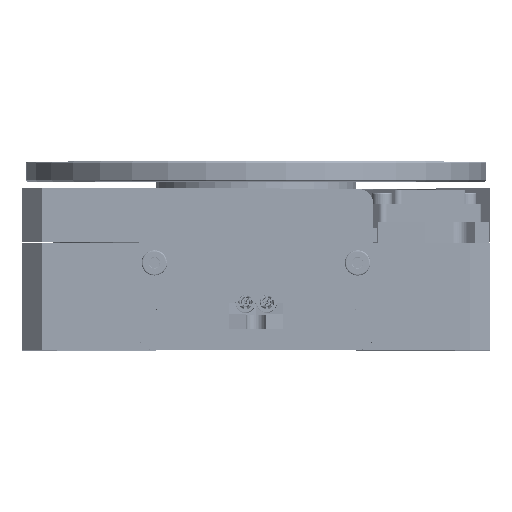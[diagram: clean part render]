
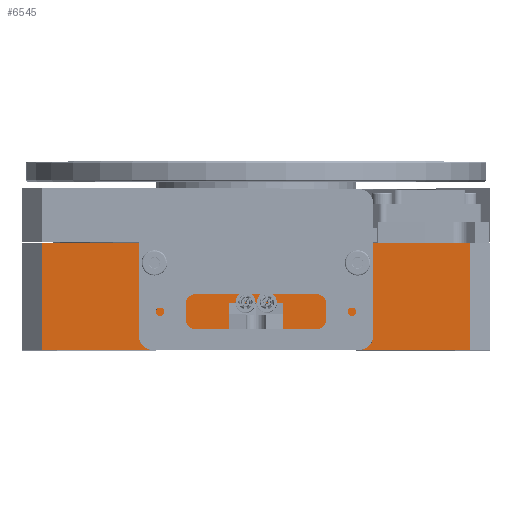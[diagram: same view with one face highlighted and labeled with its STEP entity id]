
A CAD part, top view. The second image highlights one B-rep face of the part: STEP entity #6545.
In plain terms, the highlighted planar face has unit normal (0, 0, 1).
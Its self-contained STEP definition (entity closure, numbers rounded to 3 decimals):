
#253 = VECTOR ( 'NONE', #22001, 1000. ) ;
#373 = VERTEX_POINT ( 'NONE', #35662 ) ;
#498 = FACE_BOUND ( 'NONE', #4513, .T. ) ;
#568 = ORIENTED_EDGE ( 'NONE', *, *, #38170, .T. ) ;
#842 = LINE ( 'NONE', #13035, #38609 ) ;
#893 = DIRECTION ( 'NONE',  ( -1., 0., 0. ) ) ;
#990 = CARTESIAN_POINT ( 'NONE',  ( -35., 16., 35. ) ) ;
#1241 = VERTEX_POINT ( 'NONE', #3868 ) ;
#1285 = ORIENTED_EDGE ( 'NONE', *, *, #5897, .F. ) ;
#2287 = LINE ( 'NONE', #39403, #33979 ) ;
#2301 = EDGE_CURVE ( 'NONE', #13069, #27686, #23953, .T. ) ;
#2483 = VERTEX_POINT ( 'NONE', #9174 ) ;
#2671 = CARTESIAN_POINT ( 'NONE',  ( 15.2, 13., 35. ) ) ;
#2811 = VECTOR ( 'NONE', #893, 1000. ) ;
#3175 = EDGE_CURVE ( 'NONE', #50560, #373, #29475, .T. ) ;
#3193 = CARTESIAN_POINT ( 'NONE',  ( 32., 16., 35. ) ) ;
#3641 = ORIENTED_EDGE ( 'NONE', *, *, #4789, .T. ) ;
#3756 = CARTESIAN_POINT ( 'NONE',  ( 32., 16., 35. ) ) ;
#3868 = CARTESIAN_POINT ( 'NONE',  ( -15., 0., 35. ) ) ;
#4513 = EDGE_LOOP ( 'NONE', ( #23520, #28694 ) ) ;
#4789 = EDGE_CURVE ( 'NONE', #13065, #50561, #31433, .T. ) ;
#5017 = ORIENTED_EDGE ( 'NONE', *, *, #7935, .T. ) ;
#5897 = EDGE_CURVE ( 'NONE', #373, #50560, #25401, .T. ) ;
#6303 = CARTESIAN_POINT ( 'NONE',  ( -35., 0., 35. ) ) ;
#6545 = ADVANCED_FACE ( 'NONE', ( #44148, #20163, #498 ), #25060, .F. ) ;
#7166 = VECTOR ( 'NONE', #35046, 1000. ) ;
#7565 = DIRECTION ( 'NONE',  ( 0., 0., 1. ) ) ;
#7935 = EDGE_CURVE ( 'NONE', #34002, #44763, #46093, .T. ) ;
#9174 = CARTESIAN_POINT ( 'NONE',  ( 14.4, 13., 35. ) ) ;
#9807 = DIRECTION ( 'NONE',  ( 0., 0., 1. ) ) ;
#9852 = CARTESIAN_POINT ( 'NONE',  ( -32., 16., 35. ) ) ;
#10047 = CARTESIAN_POINT ( 'NONE',  ( 15.2, 13., 35. ) ) ;
#10099 = LINE ( 'NONE', #9852, #253 ) ;
#10407 = VERTEX_POINT ( 'NONE', #30319 ) ;
#10964 = VERTEX_POINT ( 'NONE', #26356 ) ;
#11133 = EDGE_CURVE ( 'NONE', #31897, #2483, #32953, .T. ) ;
#11575 = AXIS2_PLACEMENT_3D ( 'NONE', #10047, #9807, #29689 ) ;
#12191 = CARTESIAN_POINT ( 'NONE',  ( -4., 7., 35. ) ) ;
#12677 = CARTESIAN_POINT ( 'NONE',  ( -4., 3., 35. ) ) ;
#13035 = CARTESIAN_POINT ( 'NONE',  ( 15., 3., 35. ) ) ;
#13065 = VERTEX_POINT ( 'NONE', #12677 ) ;
#13069 = VERTEX_POINT ( 'NONE', #43403 ) ;
#13470 = LINE ( 'NONE', #21457, #16454 ) ;
#13602 = VERTEX_POINT ( 'NONE', #26366 ) ;
#14731 = VECTOR ( 'NONE', #39473, 1000. ) ;
#14883 = CARTESIAN_POINT ( 'NONE',  ( 15., 0., 35. ) ) ;
#15213 = EDGE_CURVE ( 'NONE', #37946, #43034, #48694, .T. ) ;
#15454 = EDGE_CURVE ( 'NONE', #13602, #34002, #34214, .T. ) ;
#15834 = VECTOR ( 'NONE', #51029, 1000. ) ;
#16454 = VECTOR ( 'NONE', #24827, 1000. ) ;
#17032 = CIRCLE ( 'NONE', #33528, 0.8 ) ;
#17136 = AXIS2_PLACEMENT_3D ( 'NONE', #42962, #7565, #47086 ) ;
#17173 = AXIS2_PLACEMENT_3D ( 'NONE', #990, #31764, #24792 ) ;
#17711 = VECTOR ( 'NONE', #32407, 1000. ) ;
#19741 = ORIENTED_EDGE ( 'NONE', *, *, #50189, .F. ) ;
#20163 = FACE_BOUND ( 'NONE', #47740, .T. ) ;
#20559 = ORIENTED_EDGE ( 'NONE', *, *, #3175, .F. ) ;
#20792 = DIRECTION ( 'NONE',  ( 0., -1., 0. ) ) ;
#20998 = CARTESIAN_POINT ( 'NONE',  ( 4., 7., 35. ) ) ;
#21060 = CARTESIAN_POINT ( 'NONE',  ( 15., 3., 35. ) ) ;
#21457 = CARTESIAN_POINT ( 'NONE',  ( -35., 0., 35. ) ) ;
#21468 = EDGE_CURVE ( 'NONE', #10964, #1241, #13470, .T. ) ;
#22001 = DIRECTION ( 'NONE',  ( 0., -1., 0. ) ) ;
#22036 = CARTESIAN_POINT ( 'NONE',  ( 32., 0., 35. ) ) ;
#22942 = ORIENTED_EDGE ( 'NONE', *, *, #21468, .T. ) ;
#23520 = ORIENTED_EDGE ( 'NONE', *, *, #11133, .F. ) ;
#23724 = CARTESIAN_POINT ( 'NONE',  ( -4., 16., 35. ) ) ;
#23953 = LINE ( 'NONE', #27085, #7166 ) ;
#24717 = EDGE_LOOP ( 'NONE', ( #5017, #568, #48028, #33133, #22942, #31736, #19741, #3641, #38339, #32272, #28132, #30992 ) ) ;
#24792 = DIRECTION ( 'NONE',  ( -1., 0., 0. ) ) ;
#24827 = DIRECTION ( 'NONE',  ( 1., 0., 0. ) ) ;
#24892 = DIRECTION ( 'NONE',  ( -1., 0., 0. ) ) ;
#25060 = PLANE ( 'NONE',  #17173 ) ;
#25401 = CIRCLE ( 'NONE', #17136, 0.8 ) ;
#25894 = EDGE_CURVE ( 'NONE', #2483, #31897, #17032, .T. ) ;
#26356 = CARTESIAN_POINT ( 'NONE',  ( -32., 0., 35. ) ) ;
#26366 = CARTESIAN_POINT ( 'NONE',  ( 15., 3., 35. ) ) ;
#27085 = CARTESIAN_POINT ( 'NONE',  ( -35., 16., 35. ) ) ;
#27686 = VERTEX_POINT ( 'NONE', #3193 ) ;
#27763 = CARTESIAN_POINT ( 'NONE',  ( -15.2, 13., 35. ) ) ;
#27938 = CARTESIAN_POINT ( 'NONE',  ( -16., 13., 35. ) ) ;
#28132 = ORIENTED_EDGE ( 'NONE', *, *, #33232, .F. ) ;
#28306 = LINE ( 'NONE', #21060, #2811 ) ;
#28694 = ORIENTED_EDGE ( 'NONE', *, *, #25894, .F. ) ;
#29229 = EDGE_CURVE ( 'NONE', #13069, #10964, #10099, .T. ) ;
#29475 = CIRCLE ( 'NONE', #37720, 0.8 ) ;
#29674 = DIRECTION ( 'NONE',  ( -1., 0., 0. ) ) ;
#29689 = DIRECTION ( 'NONE',  ( 1., 0., 0. ) ) ;
#29817 = DIRECTION ( 'NONE',  ( 0., 0., 1. ) ) ;
#30319 = CARTESIAN_POINT ( 'NONE',  ( -15., 3., 35. ) ) ;
#30992 = ORIENTED_EDGE ( 'NONE', *, *, #15454, .T. ) ;
#31111 = DIRECTION ( 'NONE',  ( 1., 0., 0. ) ) ;
#31122 = EDGE_CURVE ( 'NONE', #10407, #1241, #32664, .T. ) ;
#31433 = LINE ( 'NONE', #23724, #14731 ) ;
#31736 = ORIENTED_EDGE ( 'NONE', *, *, #31122, .F. ) ;
#31764 = DIRECTION ( 'NONE',  ( 0., 0., -1. ) ) ;
#31897 = VERTEX_POINT ( 'NONE', #48630 ) ;
#32272 = ORIENTED_EDGE ( 'NONE', *, *, #15213, .T. ) ;
#32407 = DIRECTION ( 'NONE',  ( 0., -1., 0. ) ) ;
#32664 = LINE ( 'NONE', #44293, #17711 ) ;
#32953 = CIRCLE ( 'NONE', #11575, 0.8 ) ;
#33133 = ORIENTED_EDGE ( 'NONE', *, *, #29229, .T. ) ;
#33232 = EDGE_CURVE ( 'NONE', #13602, #43034, #28306, .T. ) ;
#33528 = AXIS2_PLACEMENT_3D ( 'NONE', #2671, #29817, #49463 ) ;
#33979 = VECTOR ( 'NONE', #29674, 1000. ) ;
#34002 = VERTEX_POINT ( 'NONE', #14883 ) ;
#34214 = LINE ( 'NONE', #45850, #45034 ) ;
#34316 = VECTOR ( 'NONE', #20792, 1000. ) ;
#34456 = DIRECTION ( 'NONE',  ( 1., 0., 0. ) ) ;
#35046 = DIRECTION ( 'NONE',  ( 1., 0., 0. ) ) ;
#35662 = CARTESIAN_POINT ( 'NONE',  ( -14.4, 13., 35. ) ) ;
#37720 = AXIS2_PLACEMENT_3D ( 'NONE', #27763, #43502, #31111 ) ;
#37946 = VERTEX_POINT ( 'NONE', #20998 ) ;
#38100 = EDGE_CURVE ( 'NONE', #37946, #50561, #2287, .T. ) ;
#38170 = EDGE_CURVE ( 'NONE', #44763, #27686, #39147, .T. ) ;
#38339 = ORIENTED_EDGE ( 'NONE', *, *, #38100, .F. ) ;
#38609 = VECTOR ( 'NONE', #24892, 1000. ) ;
#39147 = LINE ( 'NONE', #3756, #15834 ) ;
#39403 = CARTESIAN_POINT ( 'NONE',  ( -35., 7., 35. ) ) ;
#39473 = DIRECTION ( 'NONE',  ( 0., 1., 0. ) ) ;
#40942 = CARTESIAN_POINT ( 'NONE',  ( 4., 16., 35. ) ) ;
#42426 = VECTOR ( 'NONE', #34456, 1000. ) ;
#42484 = DIRECTION ( 'NONE',  ( 0., -1., 0. ) ) ;
#42962 = CARTESIAN_POINT ( 'NONE',  ( -15.2, 13., 35. ) ) ;
#43034 = VERTEX_POINT ( 'NONE', #45444 ) ;
#43403 = CARTESIAN_POINT ( 'NONE',  ( -32., 16., 35. ) ) ;
#43502 = DIRECTION ( 'NONE',  ( 0., 0., 1. ) ) ;
#44148 = FACE_OUTER_BOUND ( 'NONE', #24717, .T. ) ;
#44293 = CARTESIAN_POINT ( 'NONE',  ( -15., 3., 35. ) ) ;
#44763 = VERTEX_POINT ( 'NONE', #22036 ) ;
#45034 = VECTOR ( 'NONE', #42484, 1000. ) ;
#45444 = CARTESIAN_POINT ( 'NONE',  ( 4., 3., 35. ) ) ;
#45850 = CARTESIAN_POINT ( 'NONE',  ( 15., 3., 35. ) ) ;
#46093 = LINE ( 'NONE', #6303, #42426 ) ;
#47086 = DIRECTION ( 'NONE',  ( 1., 0., 0. ) ) ;
#47740 = EDGE_LOOP ( 'NONE', ( #1285, #20559 ) ) ;
#48028 = ORIENTED_EDGE ( 'NONE', *, *, #2301, .F. ) ;
#48630 = CARTESIAN_POINT ( 'NONE',  ( 16., 13., 35. ) ) ;
#48694 = LINE ( 'NONE', #40942, #34316 ) ;
#49463 = DIRECTION ( 'NONE',  ( 1., 0., 0. ) ) ;
#50189 = EDGE_CURVE ( 'NONE', #13065, #10407, #842, .T. ) ;
#50560 = VERTEX_POINT ( 'NONE', #27938 ) ;
#50561 = VERTEX_POINT ( 'NONE', #12191 ) ;
#51029 = DIRECTION ( 'NONE',  ( 0., 1., 0. ) ) ;
